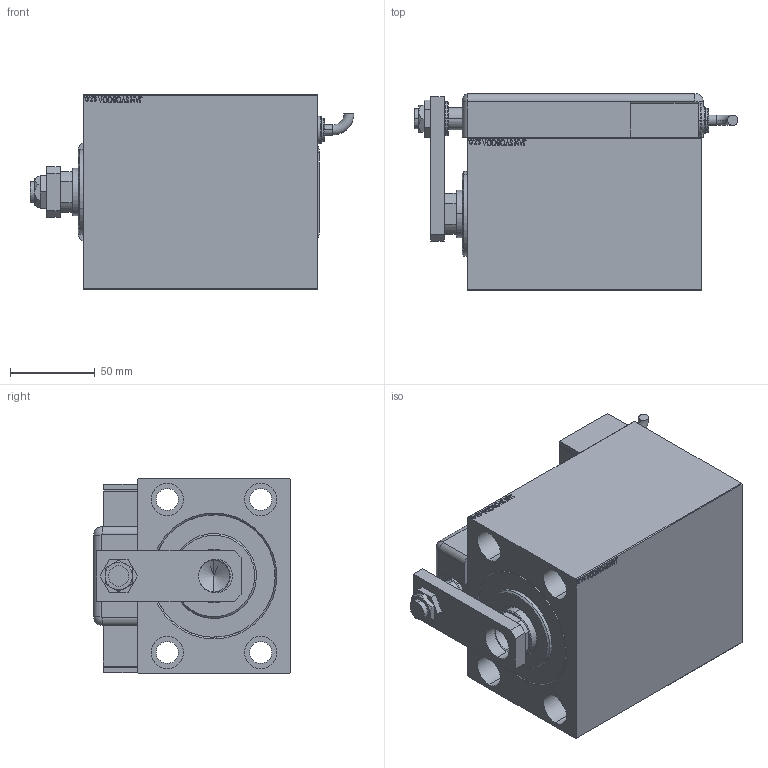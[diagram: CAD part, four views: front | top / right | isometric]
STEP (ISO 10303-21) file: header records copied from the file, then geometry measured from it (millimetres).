
FILE_DESCRIPTION (( 'STEP AP203' ), '1' );
FILE_NAME ('fe33.STEP', '2021-03-18T20:46:04', ( '' ), ( '' ), 'SwSTEP 2.0', 'SolidWorks 2019', '' );
FILE_SCHEMA (( 'CONFIG_CONTROL_DESIGN' ));
Length unit declared in the file: millimetre
Products named in the file (13): MAGNETIC SWITCH Q 10ae5c46917e36cc23d2f4dc0fcd71ab; NUT_D19 10ae5c46917e36cc23d2f4dc0fcd71ab; NUT_D13 10ae5c46917e36cc23d2f4dc0fcd71ab; fe33; V450CM_VC_B 10ae5c46917e36cc23d2f4dc0fcd71ab; V450CM_C_VCP 10ae5c46917e36cc23d2f4dc0fcd71ab; ZARAZKA_Q 10ae5c46917e36cc23d2f4dc0fcd71ab; TYC 10ae5c46917e36cc23d2f4dc0fcd71ab; SWITCH Q 10ae5c46917e36cc23d2f4dc0fcd71ab; SWITCH DIM A_G 10ae5c46917e36cc23d2f4dc0fcd71ab; V450CM_C 10ae5c46917e36cc23d2f4dc0fcd71ab; SWITCH_Q_FRONT_BACK 10ae5c46917e36cc23d2f4dc0fcd71ab; KRYT 10ae5c46917e36cc23d2f4dc0fcd71ab
Assembly tree (13 placements, depth 3):
  fe33
    V450CM_C 10ae5c46917e36cc23d2f4dc0fcd71ab
    V450CM_C_VCP 10ae5c46917e36cc23d2f4dc0fcd71ab
    V450CM_VC_B 10ae5c46917e36cc23d2f4dc0fcd71ab
    MAGNETIC SWITCH Q 10ae5c46917e36cc23d2f4dc0fcd71ab
      SWITCH_Q_FRONT_BACK 10ae5c46917e36cc23d2f4dc0fcd71ab
      TYC 10ae5c46917e36cc23d2f4dc0fcd71ab
      ZARAZKA_Q 10ae5c46917e36cc23d2f4dc0fcd71ab
      SWITCH DIM A_G 10ae5c46917e36cc23d2f4dc0fcd71ab
      NUT_D19 10ae5c46917e36cc23d2f4dc0fcd71ab
      NUT_D13 10ae5c46917e36cc23d2f4dc0fcd71ab
      KRYT 10ae5c46917e36cc23d2f4dc0fcd71ab
      SWITCH Q 10ae5c46917e36cc23d2f4dc0fcd71ab  x2
Bounding box: 190.46 x 115.8 x 115 mm (x, y, z)
Volume: 1349408.8 mm3; surface area: 230388.3 mm2
Topology: 13 solids, 13 shells, 1249 faces, 3171 edges, 2093 vertices
Faces by surface type: plane 615, bspline 471, cylinder 117, cone 22, torus 22, sphere 2
Entity records: 59892 total; most frequent: CARTESIAN_POINT 32229, ORIENTED_EDGE 6146, DIRECTION 3887, EDGE_CURVE 3073, VERTEX_POINT 2033, LINE 1829, VECTOR 1829, EDGE_LOOP 1382
